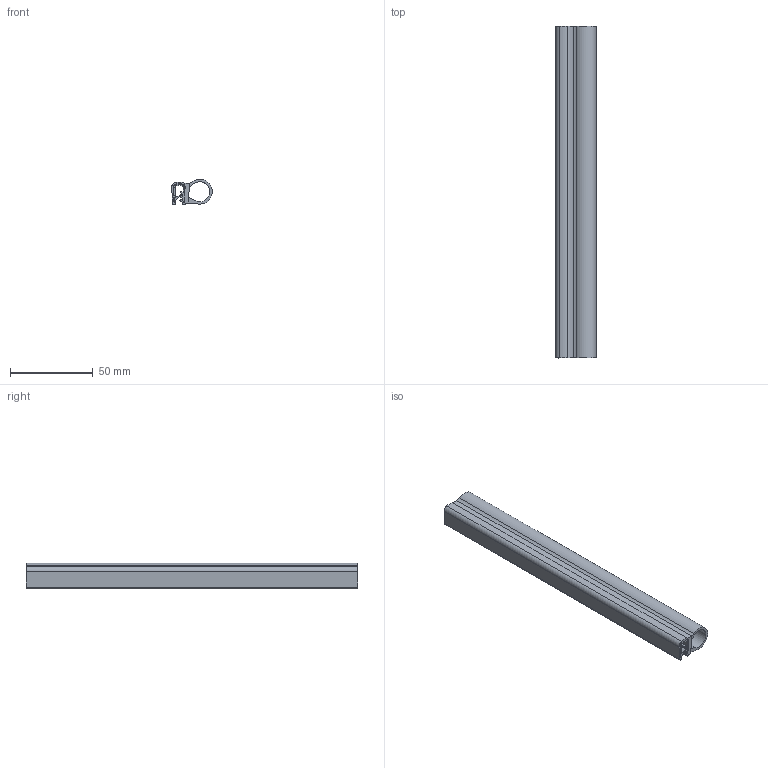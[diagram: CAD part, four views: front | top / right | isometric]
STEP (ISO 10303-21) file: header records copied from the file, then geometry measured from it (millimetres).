
FILE_DESCRIPTION((''),'2;1');
FILE_NAME('','2011-05-23T16:21:51',(''),(''),'','CADfix','');
FILE_SCHEMA(('AUTOMOTIVE_DESIGN { 1 0 10303 214 1 1 1 1 }'));
Length unit declared in the file: millimetre
Bounding box: 24.49 x 200 x 15.32 mm (x, y, z)
Volume: 29278.7 mm3; surface area: 54122.1 mm2
Topology: 3 solids, 3 shells, 67 faces, 183 edges, 122 vertices
Faces by surface type: bspline 67
Entity records: 2180 total; most frequent: CARTESIAN_POINT 1077, ORIENTED_EDGE 366, EDGE_CURVE 183, QUASI_UNIFORM_CURVE 125, VERTEX_POINT 122, EDGE_LOOP 69, FACE_OUTER_BOUND 67, ADVANCED_FACE 67
